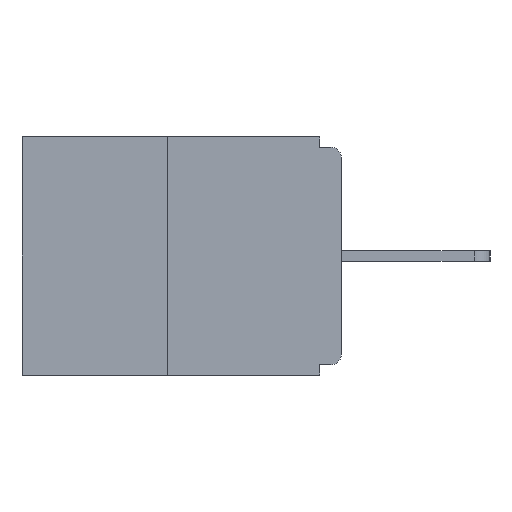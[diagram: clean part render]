
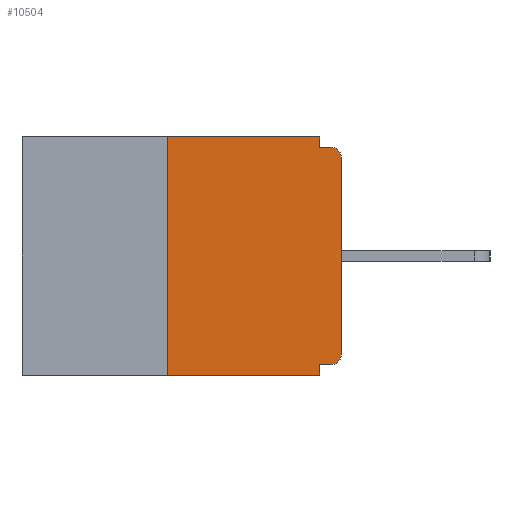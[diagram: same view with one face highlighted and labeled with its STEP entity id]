
A CAD part, left-side view. The second image highlights one B-rep face of the part: STEP entity #10504.
In plain terms, the highlighted planar face has unit normal (-1, 0, 0).
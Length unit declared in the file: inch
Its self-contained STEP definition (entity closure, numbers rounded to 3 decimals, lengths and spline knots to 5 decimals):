
#845 = ORIENTED_EDGE ( 'NONE', *, *, #8587, .T. ) ;
#937 = CARTESIAN_POINT ( 'NONE',  ( 0., 0.031, -0.343 ) ) ;
#1583 = VERTEX_POINT ( 'NONE', #5429 ) ;
#2017 = CARTESIAN_POINT ( 'NONE',  ( 0., 0.25, -0.343 ) ) ;
#2196 = LINE ( 'NONE', #937, #3475 ) ;
#2209 = CARTESIAN_POINT ( 'NONE',  ( 0., 0.46, -0.343 ) ) ;
#2808 = ORIENTED_EDGE ( 'NONE', *, *, #4240, .F. ) ;
#2854 = ORIENTED_EDGE ( 'NONE', *, *, #4045, .T. ) ;
#3001 = CIRCLE ( 'NONE', #7016, 0.015 ) ;
#3088 = LINE ( 'NONE', #7887, #8138 ) ;
#3163 = CARTESIAN_POINT ( 'NONE',  ( 0., 0., -0.015 ) ) ;
#3201 = ORIENTED_EDGE ( 'NONE', *, *, #12465, .F. ) ;
#3475 = VECTOR ( 'NONE', #4547, 39.37008 ) ;
#3558 = LINE ( 'NONE', #13084, #10654 ) ;
#3871 = VECTOR ( 'NONE', #13031, 39.37008 ) ;
#3962 = VERTEX_POINT ( 'NONE', #5039 ) ;
#4045 = EDGE_CURVE ( 'NONE', #1583, #12276, #14706, .T. ) ;
#4086 = FACE_OUTER_BOUND ( 'NONE', #8573, .T. ) ;
#4240 = EDGE_CURVE ( 'NONE', #9881, #13108, #2196, .T. ) ;
#4249 = CARTESIAN_POINT ( 'NONE',  ( 0., 0.031, 0. ) ) ;
#4421 = VECTOR ( 'NONE', #15179, 39.37008 ) ;
#4547 = DIRECTION ( 'NONE',  ( 0., 0., -1. ) ) ;
#4587 = VECTOR ( 'NONE', #13064, 39.37008 ) ;
#4815 = DIRECTION ( 'NONE',  ( 0., -1., 0. ) ) ;
#4822 = CIRCLE ( 'NONE', #13292, 0.015 ) ;
#5032 = EDGE_CURVE ( 'NONE', #12276, #3962, #3001, .T. ) ;
#5038 = CARTESIAN_POINT ( 'NONE',  ( 0., 0.46, 0. ) ) ;
#5039 = CARTESIAN_POINT ( 'NONE',  ( 0., 0.015, -0.015 ) ) ;
#5081 = AXIS2_PLACEMENT_3D ( 'NONE', #5038, #14860, #7714 ) ;
#5429 = CARTESIAN_POINT ( 'NONE',  ( 0., 0., -0.313 ) ) ;
#5612 = ORIENTED_EDGE ( 'NONE', *, *, #12914, .F. ) ;
#6613 = ORIENTED_EDGE ( 'NONE', *, *, #14406, .F. ) ;
#6690 = CARTESIAN_POINT ( 'NONE',  ( 0., 0., -0.03 ) ) ;
#6868 = LINE ( 'NONE', #3163, #15051 ) ;
#7016 = AXIS2_PLACEMENT_3D ( 'NONE', #11313, #8900, #14826 ) ;
#7665 = CARTESIAN_POINT ( 'NONE',  ( 0., 0.031, 0. ) ) ;
#7714 = DIRECTION ( 'NONE',  ( 0., 0., -1. ) ) ;
#7728 = VERTEX_POINT ( 'NONE', #7665 ) ;
#7883 = LINE ( 'NONE', #4249, #4421 ) ;
#7887 = CARTESIAN_POINT ( 'NONE',  ( 0., 0.25, 0. ) ) ;
#8043 = EDGE_CURVE ( 'NONE', #12357, #1583, #4822, .T. ) ;
#8138 = VECTOR ( 'NONE', #15105, 39.37008 ) ;
#8237 = VECTOR ( 'NONE', #14475, 39.37008 ) ;
#8304 = EDGE_CURVE ( 'NONE', #10215, #3962, #6868, .T. ) ;
#8525 = CARTESIAN_POINT ( 'NONE',  ( 0., 0., -0.328 ) ) ;
#8573 = EDGE_LOOP ( 'NONE', ( #13955, #5612, #845, #2808, #3201, #12041, #2854, #12750, #9723, #6613 ) ) ;
#8587 = EDGE_CURVE ( 'NONE', #9959, #13108, #10725, .T. ) ;
#8859 = PLANE ( 'NONE',  #5081 ) ;
#8900 = DIRECTION ( 'NONE',  ( -1., 0., 0. ) ) ;
#9503 = CARTESIAN_POINT ( 'NONE',  ( 0., 0.015, -0.313 ) ) ;
#9723 = ORIENTED_EDGE ( 'NONE', *, *, #8304, .F. ) ;
#9881 = VERTEX_POINT ( 'NONE', #13278 ) ;
#9959 = VERTEX_POINT ( 'NONE', #2017 ) ;
#10215 = VERTEX_POINT ( 'NONE', #10841 ) ;
#10504 = ADVANCED_FACE ( 'NONE', ( #4086 ), #8859, .F. ) ;
#10654 = VECTOR ( 'NONE', #4815, 39.37008 ) ;
#10725 = LINE ( 'NONE', #2209, #4587 ) ;
#10821 = DIRECTION ( 'NONE',  ( 0., 0., -1. ) ) ;
#10841 = CARTESIAN_POINT ( 'NONE',  ( 0., 0.031, -0.015 ) ) ;
#11313 = CARTESIAN_POINT ( 'NONE',  ( 0., 0.015, -0.03 ) ) ;
#11916 = DIRECTION ( 'NONE',  ( -1., 0., 0. ) ) ;
#12041 = ORIENTED_EDGE ( 'NONE', *, *, #8043, .T. ) ;
#12276 = VERTEX_POINT ( 'NONE', #6690 ) ;
#12357 = VERTEX_POINT ( 'NONE', #12727 ) ;
#12376 = CARTESIAN_POINT ( 'NONE',  ( 0., 0., 0. ) ) ;
#12465 = EDGE_CURVE ( 'NONE', #12357, #9881, #15467, .T. ) ;
#12647 = CARTESIAN_POINT ( 'NONE',  ( 0., 0.25, 0. ) ) ;
#12727 = CARTESIAN_POINT ( 'NONE',  ( 0., 0.015, -0.328 ) ) ;
#12750 = ORIENTED_EDGE ( 'NONE', *, *, #5032, .T. ) ;
#12914 = EDGE_CURVE ( 'NONE', #9959, #13632, #3088, .T. ) ;
#13031 = DIRECTION ( 'NONE',  ( 0., 1., 0. ) ) ;
#13064 = DIRECTION ( 'NONE',  ( 0., -1., 0. ) ) ;
#13084 = CARTESIAN_POINT ( 'NONE',  ( 0., 0.46, 0. ) ) ;
#13108 = VERTEX_POINT ( 'NONE', #14713 ) ;
#13278 = CARTESIAN_POINT ( 'NONE',  ( 0., 0.031, -0.328 ) ) ;
#13292 = AXIS2_PLACEMENT_3D ( 'NONE', #9503, #11916, #10821 ) ;
#13632 = VERTEX_POINT ( 'NONE', #12647 ) ;
#13775 = DIRECTION ( 'NONE',  ( 0., -1., 0. ) ) ;
#13955 = ORIENTED_EDGE ( 'NONE', *, *, #14097, .F. ) ;
#14097 = EDGE_CURVE ( 'NONE', #13632, #7728, #3558, .T. ) ;
#14406 = EDGE_CURVE ( 'NONE', #7728, #10215, #7883, .T. ) ;
#14475 = DIRECTION ( 'NONE',  ( 0., 0., 1. ) ) ;
#14706 = LINE ( 'NONE', #12376, #8237 ) ;
#14713 = CARTESIAN_POINT ( 'NONE',  ( 0., 0.031, -0.343 ) ) ;
#14826 = DIRECTION ( 'NONE',  ( 0., 0., -1. ) ) ;
#14860 = DIRECTION ( 'NONE',  ( 1., 0., 0. ) ) ;
#15051 = VECTOR ( 'NONE', #13775, 39.37008 ) ;
#15105 = DIRECTION ( 'NONE',  ( 0., 0., 1. ) ) ;
#15179 = DIRECTION ( 'NONE',  ( 0., 0., -1. ) ) ;
#15467 = LINE ( 'NONE', #8525, #3871 ) ;
